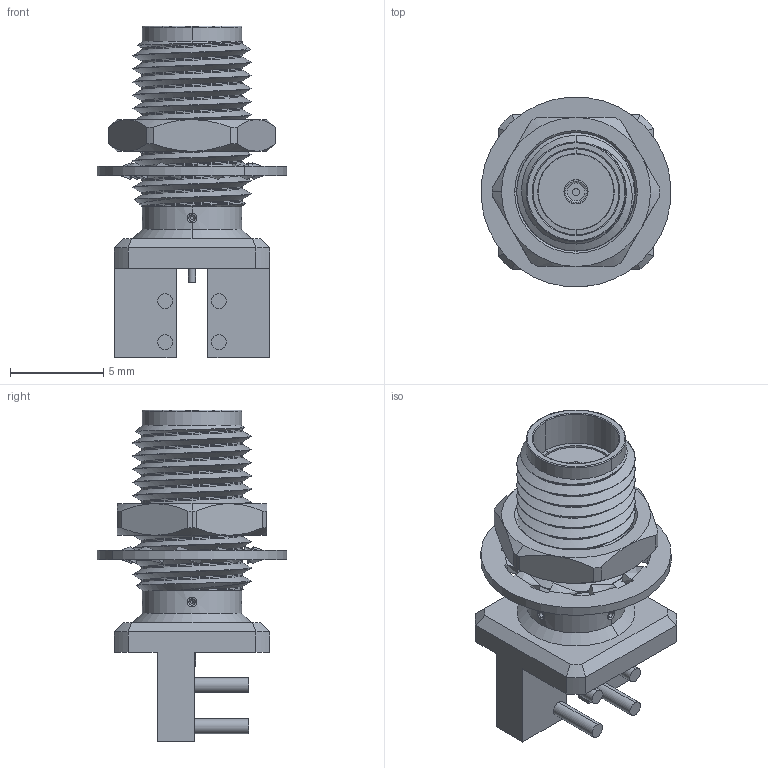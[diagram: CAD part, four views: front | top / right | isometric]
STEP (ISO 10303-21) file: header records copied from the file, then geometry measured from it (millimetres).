
FILE_DESCRIPTION (( 'STEP AP214' ), '1' );
FILE_NAME ('30-410-D3.STEP', '2021-03-30T08:47:48', ( '' ), ( '' ), 'SwSTEP 2.0', 'SolidWorks 2021', '' );
FILE_SCHEMA (( 'AUTOMOTIVE_DESIGN' ));
Length unit declared in the file: millimetre
Products named in the file (1): 30-410-D3
Bounding box: 10.18 x 10.18 x 17.8 mm (x, y, z)
Surface area: 1240 mm2 (no closed solid volume)
Topology: 0 solids, 7 shells, 292 faces, 797 edges, 510 vertices
Faces by surface type: cylinder 127, plane 68, bspline 52, cone 41, torus 4
Entity records: 15502 total; most frequent: CARTESIAN_POINT 5638, ORIENTED_EDGE 1536, DIRECTION 1163, EDGE_CURVE 797, VERTEX_POINT 510, AXIS2_PLACEMENT_3D 412, VECTOR 339, LINE 339
